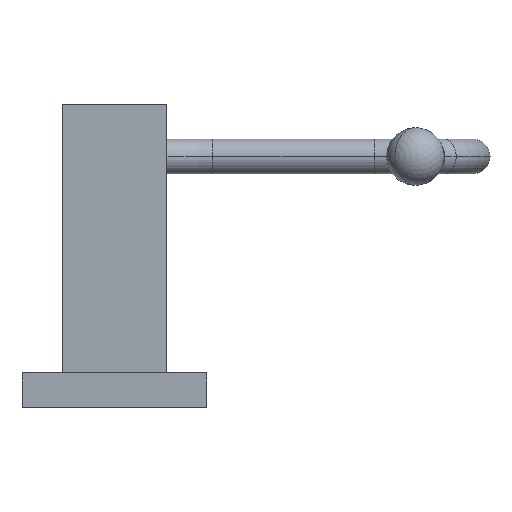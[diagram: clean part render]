
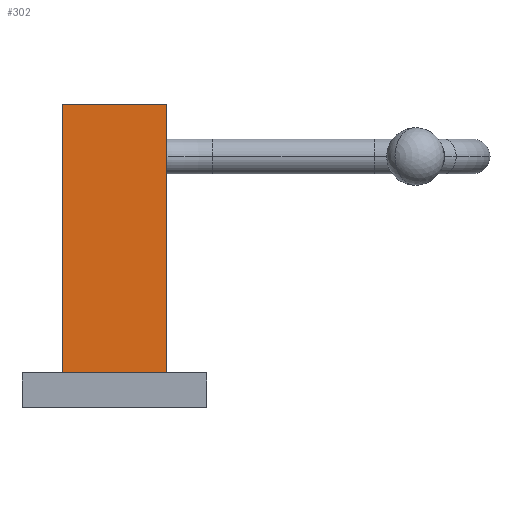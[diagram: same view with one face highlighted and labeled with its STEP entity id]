
A CAD part, left-side view. The second image highlights one B-rep face of the part: STEP entity #302.
In plain terms, the highlighted planar face has unit normal (-1, 0, 0).
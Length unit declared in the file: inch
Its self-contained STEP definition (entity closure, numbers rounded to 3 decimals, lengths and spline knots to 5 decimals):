
#188=DIRECTION('',(0.,-1.,0.));
#189=VECTOR('',#188,1.125);
#190=CARTESIAN_POINT('',(-0.5625,0.5625,3.278));
#191=LINE('',#190,#189);
#208=DIRECTION('',(0.,0.,1.));
#209=VECTOR('',#208,2.903);
#210=CARTESIAN_POINT('',(-0.5625,-0.5625,0.375));
#211=LINE('',#210,#209);
#212=DIRECTION('',(0.,1.,0.));
#213=VECTOR('',#212,1.125);
#214=CARTESIAN_POINT('',(-0.5625,-0.5625,0.375));
#215=LINE('',#214,#213);
#216=DIRECTION('',(0.,0.,1.));
#217=VECTOR('',#216,2.903);
#218=CARTESIAN_POINT('',(-0.5625,0.5625,0.375));
#219=LINE('',#218,#217);
#232=CARTESIAN_POINT('',(-0.5625,0.5625,0.375));
#233=VERTEX_POINT('',#232);
#234=CARTESIAN_POINT('',(-0.5625,-0.5625,0.375));
#235=VERTEX_POINT('',#234);
#240=CARTESIAN_POINT('',(-0.5625,0.5625,3.278));
#241=VERTEX_POINT('',#240);
#242=CARTESIAN_POINT('',(-0.5625,-0.5625,3.278));
#243=VERTEX_POINT('',#242);
#289=CARTESIAN_POINT('',(-0.5625,0.5625,0.375));
#290=DIRECTION('',(-1.,0.,0.));
#291=DIRECTION('',(0.,-1.,0.));
#292=AXIS2_PLACEMENT_3D('',#289,#290,#291);
#293=PLANE('',#292);
#295=ORIENTED_EDGE('',*,*,#294,.T.);
#297=ORIENTED_EDGE('',*,*,#296,.T.);
#298=ORIENTED_EDGE('',*,*,#253,.T.);
#299=ORIENTED_EDGE('',*,*,#282,.F.);
#300=EDGE_LOOP('',(#295,#297,#298,#299));
#301=FACE_OUTER_BOUND('',#300,.F.);
#302=ADVANCED_FACE('',(#301),#293,.T.);
#253=EDGE_CURVE('',#241,#243,#191,.T.);
#282=EDGE_CURVE('',#235,#243,#211,.T.);
#294=EDGE_CURVE('',#235,#233,#215,.T.);
#296=EDGE_CURVE('',#233,#241,#219,.T.);
